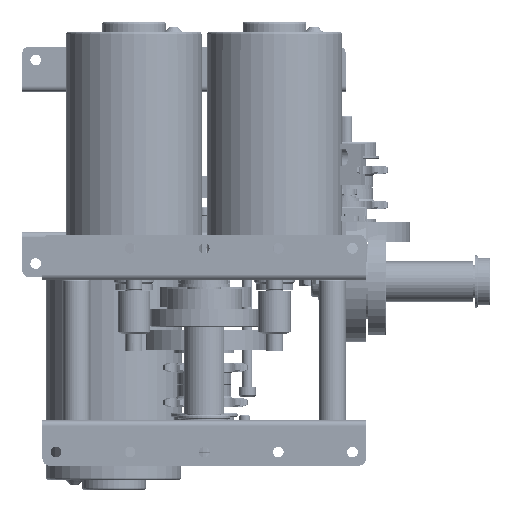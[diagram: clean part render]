
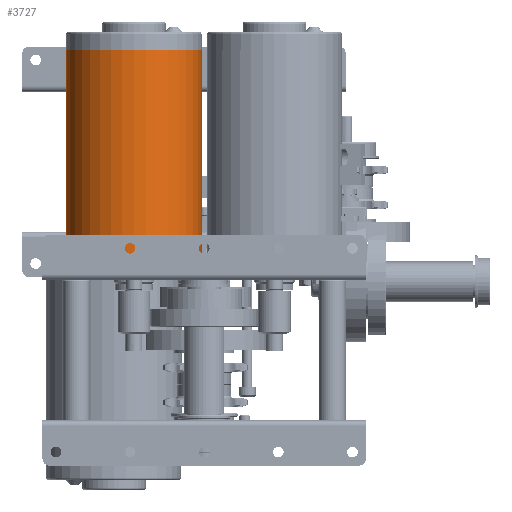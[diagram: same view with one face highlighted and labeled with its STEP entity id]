
A CAD part, left-side view. The second image highlights one B-rep face of the part: STEP entity #3727.
In plain terms, the highlighted cylindrical face has radius 32.004 mm (diameter 64.008 mm), a full revolution.
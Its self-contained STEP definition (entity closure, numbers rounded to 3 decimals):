
#3727 = ADVANCED_FACE( '', ( #6303, #6304 ), #6305, .T. );
#6303 = FACE_OUTER_BOUND( '', #9219, .T. );
#6304 = FACE_OUTER_BOUND( '', #9220, .T. );
#6305 = CYLINDRICAL_SURFACE( '', #9221, 32.004 );
#9219 = EDGE_LOOP( '', ( #16876 ) );
#9220 = EDGE_LOOP( '', ( #16877 ) );
#9221 = AXIS2_PLACEMENT_3D( '', #16878, #16879, #16880 );
#16876 = ORIENTED_EDGE( '', *, *, #20143, .F. );
#16877 = ORIENTED_EDGE( '', *, *, #20141, .T. );
#16878 = CARTESIAN_POINT( '', ( 35.56, 109.296, 19.05 ) );
#16879 = DIRECTION( '', ( 0., 0., 1. ) );
#16880 = DIRECTION( '', ( 1., 0., 0. ) );
#20141 = EDGE_CURVE( '', #24182, #24182, #24183, .F. );
#20143 = EDGE_CURVE( '', #24186, #24186, #24187, .T. );
#24182 = VERTEX_POINT( '', #30624 );
#24183 = CIRCLE( '', #30625, 32.004 );
#24186 = VERTEX_POINT( '', #30628 );
#24187 = CIRCLE( '', #30629, 32.004 );
#30624 = CARTESIAN_POINT( '', ( 35.56, 77.292, 10.82 ) );
#30625 = AXIS2_PLACEMENT_3D( '', #35578, #35579, #35580 );
#30628 = CARTESIAN_POINT( '', ( 3.556, 109.296, -87.325 ) );
#30629 = AXIS2_PLACEMENT_3D( '', #35584, #35585, #35586 );
#35578 = CARTESIAN_POINT( '', ( 35.56, 109.296, 10.82 ) );
#35579 = DIRECTION( '', ( 0., 0., 1. ) );
#35580 = DIRECTION( '', ( 0., -1., 0. ) );
#35584 = CARTESIAN_POINT( '', ( 35.56, 109.296, -87.325 ) );
#35585 = DIRECTION( '', ( 0., 0., -1. ) );
#35586 = DIRECTION( '', ( -1., 0., 0. ) );
